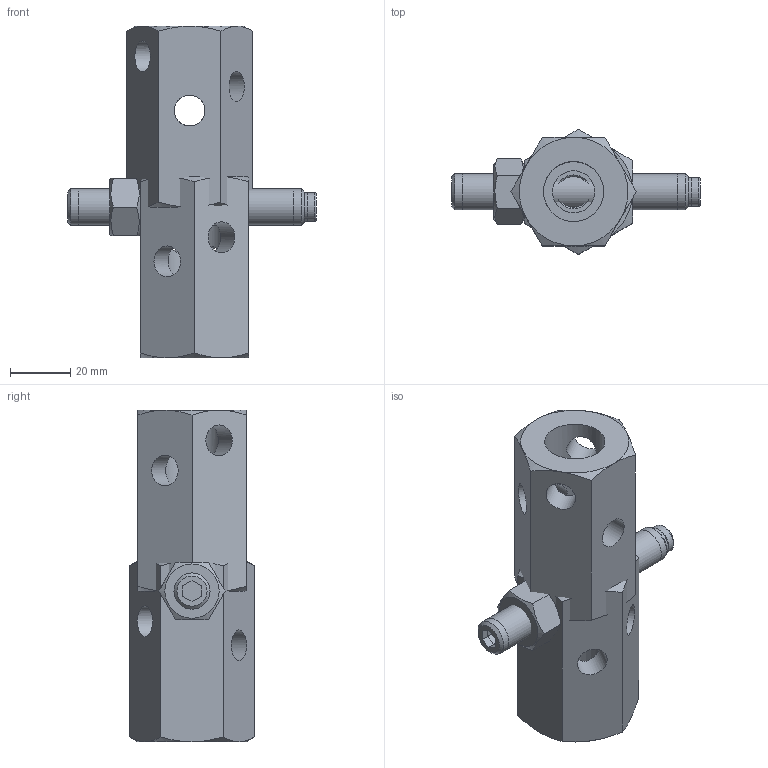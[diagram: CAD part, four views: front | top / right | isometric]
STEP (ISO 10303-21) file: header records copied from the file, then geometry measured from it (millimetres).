
FILE_DESCRIPTION( ( 'Unknown' ), '1' );
FILE_NAME( 'SU19-1280.stp', 'Unknown', ( 'Unknown' ), ( 'Unknown' ), 'XStep 1.0', 'Unknown', ' ' );
FILE_SCHEMA( ( 'CONFIG_CONTROL_DESIGN' ) );
Length unit declared in the file: millimetre
Products named in the file (4): Assem1; 1; 2; 3
Bounding box: 82.42 x 41.57 x 110 mm (x, y, z)
Volume: 114044.3 mm3; surface area: 36715.1 mm2
Topology: 6 solids, 6 shells, 154 faces, 352 edges, 214 vertices
Faces by surface type: cone 56, plane 54, cylinder 42, torus 2
Full cylindrical faces by diameter (mm): 9.5 x2, 10.2 x12, 10.25 x12, 12 x12, 14 x2, 20 x2
Entity records: 2734 total; most frequent: CARTESIAN_POINT 1055, DIRECTION 302, ORIENTED_EDGE 254, AXIS2_PLACEMENT_3D 136, EDGE_LOOP 134, EDGE_CURVE 127, FACE_OUTER_BOUND 99, VERTEX_POINT 97
